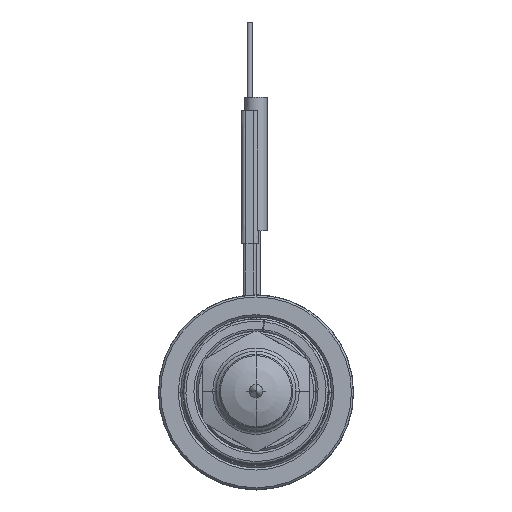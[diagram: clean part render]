
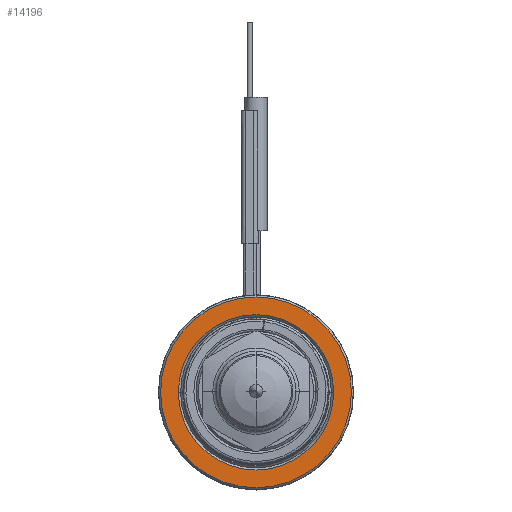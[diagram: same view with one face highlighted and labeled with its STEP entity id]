
A CAD part, top view. The second image highlights one B-rep face of the part: STEP entity #14196.
In plain terms, the highlighted planar face has unit normal (0, 0, 1).
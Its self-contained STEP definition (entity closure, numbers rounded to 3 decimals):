
#4273=CARTESIAN_POINT('',(0.,0.,40.));
#4274=DIRECTION('',(0.,0.,-1.));
#4275=DIRECTION('',(-1.,0.,0.));
#4276=AXIS2_PLACEMENT_3D('',#4273,#4274,#4275);
#4287=CARTESIAN_POINT('',(0.,0.,
40.));
#4288=DIRECTION('',(0.,0.,-1.));
#4289=DIRECTION('',(1.,0.,0.));
#4290=AXIS2_PLACEMENT_3D('',#4287,#4288,#4289);
#4301=CARTESIAN_POINT('',(0.,0.,
40.));
#4302=DIRECTION('',(0.,0.,-1.));
#4303=DIRECTION('',(1.,0.,0.));
#4304=AXIS2_PLACEMENT_3D('',#4301,#4302,#4303);
#4315=CARTESIAN_POINT('',(0.,0.,
40.));
#4316=DIRECTION('',(0.,0.,-1.));
#4317=DIRECTION('',(-1.,0.,0.));
#4318=AXIS2_PLACEMENT_3D('',#4315,#4316,#4317);
#8384=CARTESIAN_POINT('',(21.5,0.,40.));
#8385=CARTESIAN_POINT('',(-21.5,0.,40.));
#8386=VERTEX_POINT('',#8384);
#8387=VERTEX_POINT('',#8385);
#8388=CARTESIAN_POINT('',(17.5,0.,40.));
#8389=CARTESIAN_POINT('',(-17.5,0.,40.));
#8390=VERTEX_POINT('',#8388);
#8391=VERTEX_POINT('',#8389);
#14181=CARTESIAN_POINT('',(0.,0.,40.));
#14182=DIRECTION('',(0.,0.,1.));
#14183=DIRECTION('',(-1.,0.,0.));
#14184=AXIS2_PLACEMENT_3D('',#14181,#14182,#14183);
#14185=PLANE('',#14184);
#14186=ORIENTED_EDGE('',*,*,#14163,.T.);
#14187=ORIENTED_EDGE('',*,*,#14148,.T.);
#14188=EDGE_LOOP('',(#14186,#14187));
#14189=FACE_OUTER_BOUND('',#14188,.F.);
#14191=ORIENTED_EDGE('',*,*,#14190,.F.);
#14193=ORIENTED_EDGE('',*,*,#14192,.F.);
#14194=EDGE_LOOP('',(#14191,#14193));
#14195=FACE_BOUND('',#14194,.F.);
#4277=CIRCLE('',#4276,21.5);
#4291=CIRCLE('',#4290,21.5);
#4305=CIRCLE('',#4304,17.5);
#4319=CIRCLE('',#4318,17.5);
#14148=EDGE_CURVE('',#8387,#8386,#4277,.T.);
#14163=EDGE_CURVE('',#8386,#8387,#4291,.T.);
#14190=EDGE_CURVE('',#8390,#8391,#4305,.T.);
#14192=EDGE_CURVE('',#8391,#8390,#4319,.T.);
#14196=ADVANCED_FACE('',(#14189,#14195),#14185,.T.);
